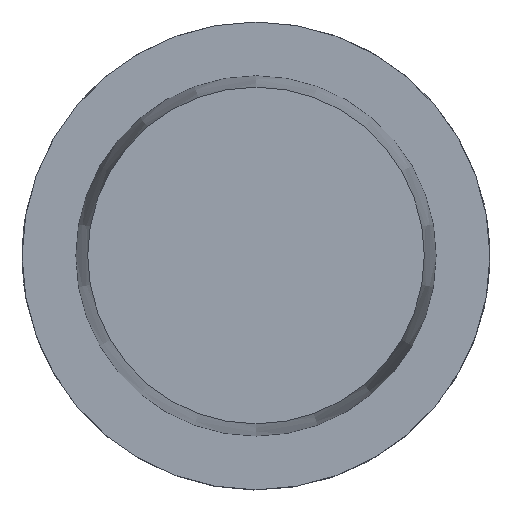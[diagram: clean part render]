
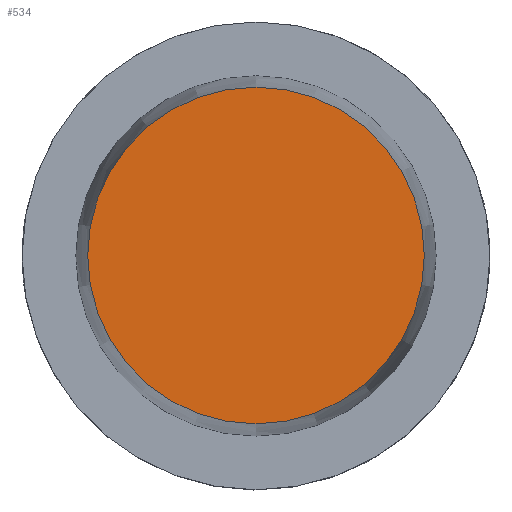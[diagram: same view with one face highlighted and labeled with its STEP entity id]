
A CAD part, top view. The second image highlights one B-rep face of the part: STEP entity #534.
In plain terms, the highlighted planar face has unit normal (0, 0, 1).
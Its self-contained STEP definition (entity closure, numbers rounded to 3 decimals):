
#311=EDGE_CURVE('240[2]',#778,#778,#779,.T.);
#534=ADVANCED_FACE('240[2]',(#1063),#1064,.T.);
#778=VERTEX_POINT('',#1454);
#779=CIRCLE('',#1455,44.978);
#1063=FACE_OUTER_BOUND('',#2086,.T.);
#1064=PLANE('',#2087);
#1454=CARTESIAN_POINT('',(0.,44.978,63.));
#1455=AXIS2_PLACEMENT_3D('',#2355,#2356,#2357);
#2086=EDGE_LOOP('',(#2727));
#2087=AXIS2_PLACEMENT_3D('',#2728,#2729,#2730);
#2355=CARTESIAN_POINT('',(0.,0.,63.));
#2356=DIRECTION('',(0.,0.,-1.0));
#2357=DIRECTION('',(0.,1.0,0.));
#2727=ORIENTED_EDGE('',*,*,#311,.F.);
#2728=CARTESIAN_POINT('',(0.,22.489,63.));
#2729=DIRECTION('',(0.,0.,1.0));
#2730=DIRECTION('',(1.0,0.,0.0));
